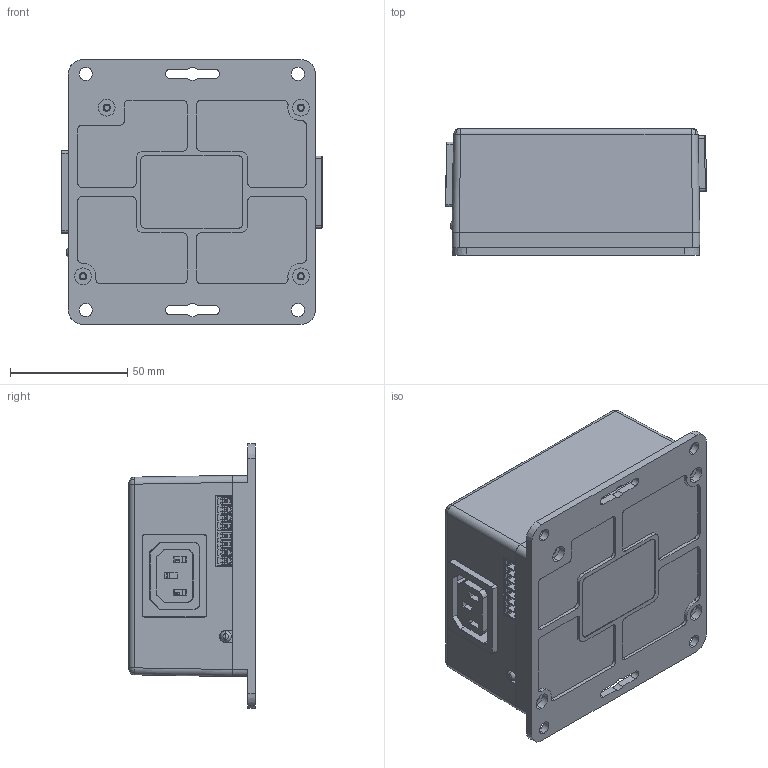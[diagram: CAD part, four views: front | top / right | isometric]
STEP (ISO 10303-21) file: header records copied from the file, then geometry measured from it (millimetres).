
FILE_DESCRIPTION (( 'STEP AP214' ), '1' );
FILE_NAME ('101223PWR-RMT-RBT-080123250123L.STEP', '2024-05-24T06:08:10', ( '' ), ( '' ), 'SwSTEP 2.0', 'SolidWorks 2011', '' );
FILE_SCHEMA (( 'AUTOMOTIVE_DESIGN' ));
Length unit declared in the file: millimetre
Products named in the file (12): 101223PWR-RMT-RBT-080123250123L; 101223PWR-RMT-RBT-COVER-080123250123L; 101223PWR-RMT-RBT-BASE-080123250123L; 101223CN5394 - RJ45 LED250123L; 101223CN6995250123L; 101223PWR-RMT-RBT-PCB-01102023250123L; 101223001IEC INLET250123L; 101223001CN6656-SS-130250123L; 101223SM4032250123L; 101223SW4062250123L; 101223Extruded_5250123L
Assembly tree (12 placements, depth 3):
  101223PWR-RMT-RBT-080123250123L
    101223PWR-RMT-RBT-PCB-01102023250123L
      101223SM4032250123L
      101223CN5394 - RJ45 LED250123L
      101223Extruded_5250123L
      101223SW4062250123L
      101223CN6995250123L  x2
      101223PWR-RMT-RBT-PCB-01102023250123L
    101223001IEC INLET250123L
    101223001CN6656-SS-130250123L
    101223PWR-RMT-RBT-COVER-080123250123L
    101223PWR-RMT-RBT-BASE-080123250123L
Bounding box: 111.53 x 54.05 x 113.09 mm (x, y, z)
Volume: 127417.5 mm3; surface area: 124006.6 mm2
Topology: 27 solids, 31 shells, 2201 faces, 6014 edges, 3928 vertices
Faces by surface type: plane 1432, cylinder 621, bspline 90, torus 32, cone 24, sphere 2
Entity records: 82107 total; most frequent: CARTESIAN_POINT 17592, ORIENTED_EDGE 10698, DIRECTION 9718, EDGE_CURVE 5392, LINE 3748, VECTOR 3748, VERTEX_POINT 3528, AXIS2_PLACEMENT_3D 2985
